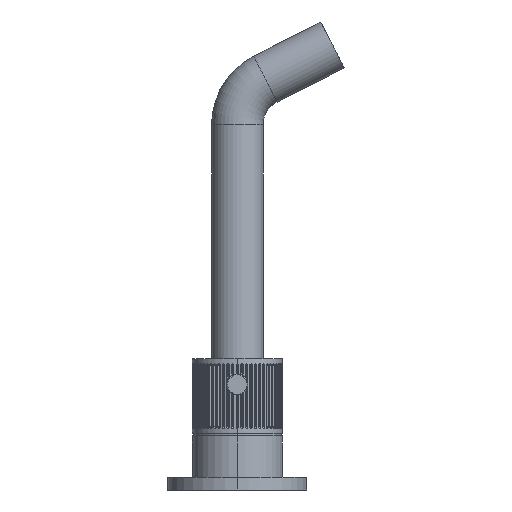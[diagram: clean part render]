
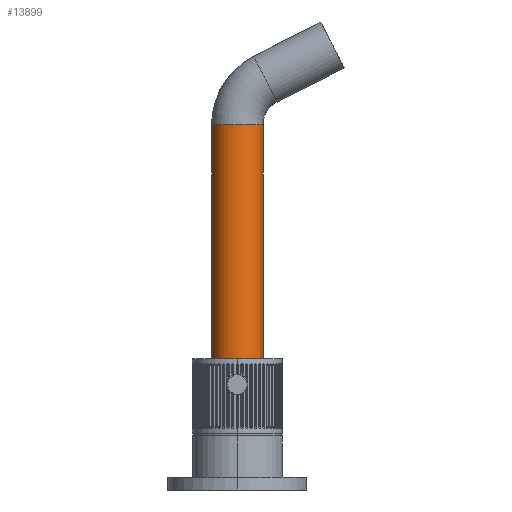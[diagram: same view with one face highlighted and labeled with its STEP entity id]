
A CAD part, left-side view. The second image highlights one B-rep face of the part: STEP entity #13899.
In plain terms, the highlighted cylindrical face has radius 10 mm (diameter 20 mm), a partial arc.
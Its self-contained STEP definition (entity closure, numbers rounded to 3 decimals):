
#635 = VECTOR ( 'NONE', #7959, 1000. ) ;
#1107 = CARTESIAN_POINT ( 'NONE',  ( 0., 0., 138.892 ) ) ;
#2515 = EDGE_LOOP ( 'NONE', ( #6125, #33124, #4956, #34829 ) ) ;
#4201 = CARTESIAN_POINT ( 'NONE',  ( 0., 0., 0. ) ) ;
#4956 = ORIENTED_EDGE ( 'NONE', *, *, #9954, .T. ) ;
#6125 = ORIENTED_EDGE ( 'NONE', *, *, #10925, .F. ) ;
#7959 = DIRECTION ( 'NONE',  ( 0., 0., 1. ) ) ;
#8674 = CIRCLE ( 'NONE', #30045, 10. ) ;
#8933 = CARTESIAN_POINT ( 'NONE',  ( 0., 10., 0. ) ) ;
#8940 = DIRECTION ( 'NONE',  ( 0., 0., 1. ) ) ;
#9954 = EDGE_CURVE ( 'NONE', #11107, #16706, #23107, .T. ) ;
#10633 = CARTESIAN_POINT ( 'NONE',  ( 0., -10., 138.892 ) ) ;
#10925 = EDGE_CURVE ( 'NONE', #25453, #22304, #28421, .T. ) ;
#11107 = VERTEX_POINT ( 'NONE', #18834 ) ;
#13324 = DIRECTION ( 'NONE',  ( 0., 0., 1. ) ) ;
#13501 = AXIS2_PLACEMENT_3D ( 'NONE', #4201, #33454, #26957 ) ;
#13899 = ADVANCED_FACE ( 'NONE', ( #32708 ), #26767, .T. ) ;
#14068 = VECTOR ( 'NONE', #34401, 1000. ) ;
#15812 = DIRECTION ( 'NONE',  ( 1., 0., 0. ) ) ;
#15997 = AXIS2_PLACEMENT_3D ( 'NONE', #21172, #8940, #35700 ) ;
#16706 = VERTEX_POINT ( 'NONE', #10633 ) ;
#16983 = CARTESIAN_POINT ( 'NONE',  ( 0., -10., 0. ) ) ;
#18327 = EDGE_CURVE ( 'NONE', #22304, #16706, #8674, .T. ) ;
#18834 = CARTESIAN_POINT ( 'NONE',  ( 0., -10., 0. ) ) ;
#21172 = CARTESIAN_POINT ( 'NONE',  ( 0., 0., 0. ) ) ;
#22304 = VERTEX_POINT ( 'NONE', #24733 ) ;
#22484 = CARTESIAN_POINT ( 'NONE',  ( 0., 10., 0. ) ) ;
#23107 = LINE ( 'NONE', #16983, #14068 ) ;
#24733 = CARTESIAN_POINT ( 'NONE',  ( 0., 10., 138.892 ) ) ;
#25453 = VERTEX_POINT ( 'NONE', #8933 ) ;
#26767 = CYLINDRICAL_SURFACE ( 'NONE', #13501, 10. ) ;
#26852 = EDGE_CURVE ( 'NONE', #25453, #11107, #28820, .T. ) ;
#26957 = DIRECTION ( 'NONE',  ( 0., -1., 0. ) ) ;
#28421 = LINE ( 'NONE', #22484, #635 ) ;
#28820 = CIRCLE ( 'NONE', #15997, 10. ) ;
#30045 = AXIS2_PLACEMENT_3D ( 'NONE', #1107, #13324, #15812 ) ;
#32708 = FACE_OUTER_BOUND ( 'NONE', #2515, .T. ) ;
#33124 = ORIENTED_EDGE ( 'NONE', *, *, #26852, .T. ) ;
#33454 = DIRECTION ( 'NONE',  ( 0., 0., 1. ) ) ;
#34401 = DIRECTION ( 'NONE',  ( 0., 0., 1. ) ) ;
#34829 = ORIENTED_EDGE ( 'NONE', *, *, #18327, .F. ) ;
#35700 = DIRECTION ( 'NONE',  ( 1., 0., 0. ) ) ;
